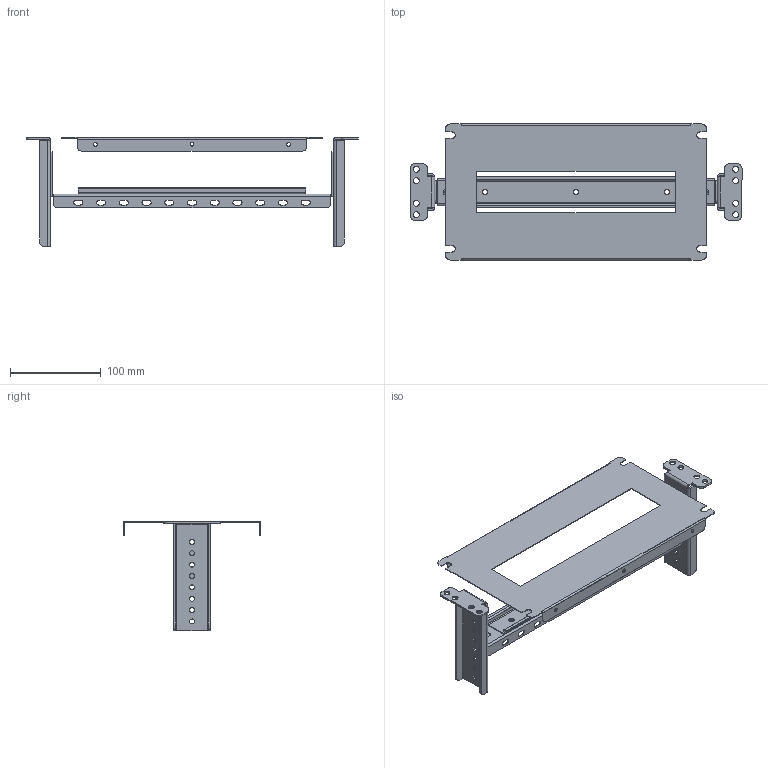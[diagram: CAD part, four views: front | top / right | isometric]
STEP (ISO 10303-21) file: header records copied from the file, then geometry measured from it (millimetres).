
FILE_DESCRIPTION (( 'STEP AP214' ), '1' );
FILE_NAME ('YKM40D-FO-MCV-015-040 FORMAT Êîìïëåêò óñòàíîâêè ìîäóëüíîãî àâòîìàòè÷åñêîãî âûêëþ÷àòåëÿ (âíóòðåííÿÿ äâåðü) 150õ400ìì IEK.STEP', '2022-05-30T09:08:41', ( '' ), ( '' ), 'SwSTEP 2.0', 'SolidWorks 2017', '' );
FILE_SCHEMA (( 'AUTOMOTIVE_DESIGN' ));
Length unit declared in the file: millimetre
Products named in the file (1): YKM40D-FO-MCV-015-040 FORMAT Êîìïëåêò óñòàíîâêè ìîäóëüíîãî àâòîìàòè÷åñêîãî âûêëþ÷àòåëÿ (âíóòðåííÿÿ äâåðü) 150õ400ìì IEK
Bounding box: 365 x 149.6 x 120 mm (x, y, z)
Volume: 100048.8 mm3; surface area: 178526 mm2
Topology: 7 solids, 7 shells, 414 faces, 1092 edges, 692 vertices
Faces by surface type: plane 210, cylinder 204
Entity records: 17694 total; most frequent: DIRECTION 2334, CARTESIAN_POINT 2199, ORIENTED_EDGE 2184, EDGE_CURVE 1092, AXIS2_PLACEMENT_3D 827, VERTEX_POINT 692, LINE 680, VECTOR 680
